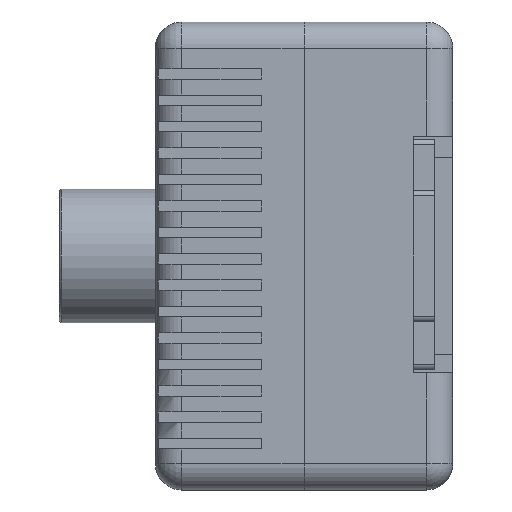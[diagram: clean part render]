
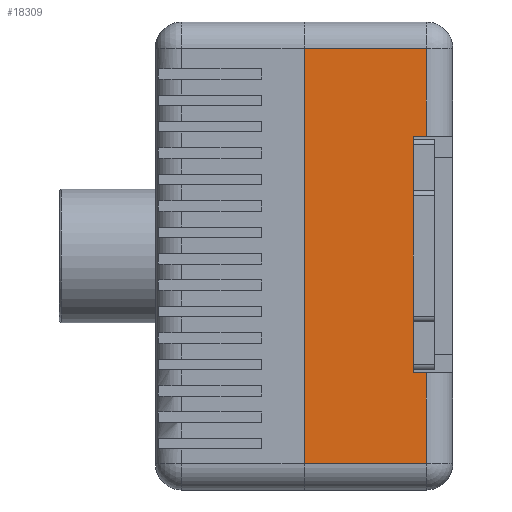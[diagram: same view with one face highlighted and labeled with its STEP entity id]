
A CAD part, left-side view. The second image highlights one B-rep face of the part: STEP entity #18309.
In plain terms, the highlighted planar face has unit normal (-1, 0, 0).
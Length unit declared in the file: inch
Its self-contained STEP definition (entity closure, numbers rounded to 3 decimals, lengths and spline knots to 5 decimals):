
#615 = VERTEX_POINT ( 'NONE', #16357 ) ;
#1346 = CARTESIAN_POINT ( 'NONE',  ( -1.27953, 0.86119, -0.44206 ) ) ;
#1350 = ORIENTED_EDGE ( 'NONE', *, *, #17928, .T. ) ;
#1460 = DIRECTION ( 'NONE',  ( 0., 1., 0. ) ) ;
#1503 = ORIENTED_EDGE ( 'NONE', *, *, #22867, .T. ) ;
#1924 = CARTESIAN_POINT ( 'NONE',  ( -1.27953, -0.41299, -0.44206 ) ) ;
#2014 = EDGE_CURVE ( 'NONE', #4098, #8469, #7128, .T. ) ;
#2050 = DIRECTION ( 'NONE',  ( 0., -1., 0. ) ) ;
#2525 = EDGE_CURVE ( 'NONE', #11172, #16361, #8554, .T. ) ;
#2689 = DIRECTION ( 'NONE',  ( 0., 0., 1. ) ) ;
#2869 = VECTOR ( 'NONE', #3223, 39.37008 ) ;
#3223 = DIRECTION ( 'NONE',  ( 0., 0., 1. ) ) ;
#3724 = VECTOR ( 'NONE', #2050, 39.37008 ) ;
#4098 = VERTEX_POINT ( 'NONE', #6409 ) ;
#4242 = CARTESIAN_POINT ( 'NONE',  ( -1.27953, -0.46299, -0.44206 ) ) ;
#4669 = CARTESIAN_POINT ( 'NONE',  ( -1.27953, -0.46299, -0.78583 ) ) ;
#4934 = AXIS2_PLACEMENT_3D ( 'NONE', #13558, #23091, #13681 ) ;
#5495 = LINE ( 'NONE', #14940, #2869 ) ;
#5901 = CARTESIAN_POINT ( 'NONE',  ( -1.27953, 0., -0.78583 ) ) ;
#5960 = PLANE ( 'NONE',  #4934 ) ;
#6409 = CARTESIAN_POINT ( 'NONE',  ( -1.27953, -0.46299, 0.45278 ) ) ;
#6736 = CARTESIAN_POINT ( 'NONE',  ( -1.27953, -0.46299, 0.88583 ) ) ;
#7128 = LINE ( 'NONE', #8986, #15137 ) ;
#7292 = VECTOR ( 'NONE', #23736, 39.37008 ) ;
#7308 = VECTOR ( 'NONE', #1460, 39.37008 ) ;
#7348 = ORIENTED_EDGE ( 'NONE', *, *, #18061, .T. ) ;
#7382 = DIRECTION ( 'NONE',  ( 0., 0., 1. ) ) ;
#7619 = VECTOR ( 'NONE', #18373, 39.37008 ) ;
#8263 = EDGE_CURVE ( 'NONE', #10406, #10799, #5495, .T. ) ;
#8335 = CARTESIAN_POINT ( 'NONE',  ( -1.27953, -0.46299, 0.78583 ) ) ;
#8469 = VERTEX_POINT ( 'NONE', #8335 ) ;
#8554 = LINE ( 'NONE', #9929, #18829 ) ;
#8986 = CARTESIAN_POINT ( 'NONE',  ( -1.27953, -0.46299, 0.88583 ) ) ;
#9929 = CARTESIAN_POINT ( 'NONE',  ( -1.27953, 0.56299, -0.78583 ) ) ;
#9956 = VERTEX_POINT ( 'NONE', #4242 ) ;
#10175 = DIRECTION ( 'NONE',  ( 0., -1., 0. ) ) ;
#10216 = VECTOR ( 'NONE', #13364, 39.37008 ) ;
#10406 = VERTEX_POINT ( 'NONE', #13802 ) ;
#10799 = VERTEX_POINT ( 'NONE', #13640 ) ;
#10906 = CARTESIAN_POINT ( 'NONE',  ( -1.27953, 0.56299, 0.78583 ) ) ;
#10928 = CARTESIAN_POINT ( 'NONE',  ( -1.27953, 0., 0.88583 ) ) ;
#11172 = VERTEX_POINT ( 'NONE', #5901 ) ;
#11519 = CARTESIAN_POINT ( 'NONE',  ( -1.27953, 0.86119, 0.45278 ) ) ;
#11649 = VERTEX_POINT ( 'NONE', #19878 ) ;
#11785 = ORIENTED_EDGE ( 'NONE', *, *, #2525, .T. ) ;
#11937 = EDGE_CURVE ( 'NONE', #11649, #10406, #17633, .T. ) ;
#12279 = LINE ( 'NONE', #1346, #7619 ) ;
#12627 = CARTESIAN_POINT ( 'NONE',  ( -1.27953, -0.41299, -0.44206 ) ) ;
#13364 = DIRECTION ( 'NONE',  ( 0., 0., 1. ) ) ;
#13376 = LINE ( 'NONE', #11519, #3724 ) ;
#13558 = CARTESIAN_POINT ( 'NONE',  ( -1.27953, 0.56299, 0.88583 ) ) ;
#13640 = CARTESIAN_POINT ( 'NONE',  ( -1.27953, -0.41299, 0.44224 ) ) ;
#13681 = DIRECTION ( 'NONE',  ( 0., 0., -1. ) ) ;
#13802 = CARTESIAN_POINT ( 'NONE',  ( -1.27953, -0.41299, -0.43098 ) ) ;
#14080 = EDGE_CURVE ( 'NONE', #11649, #9956, #12279, .T. ) ;
#14572 = EDGE_LOOP ( 'NONE', ( #15594, #16011, #1503, #7348, #18979, #1350, #20611, #11785, #17157, #20924 ) ) ;
#14940 = CARTESIAN_POINT ( 'NONE',  ( -1.27953, -0.41299, -0.44206 ) ) ;
#15071 = VERTEX_POINT ( 'NONE', #19868 ) ;
#15137 = VECTOR ( 'NONE', #7382, 39.37008 ) ;
#15594 = ORIENTED_EDGE ( 'NONE', *, *, #11937, .T. ) ;
#15659 = FACE_OUTER_BOUND ( 'NONE', #14572, .T. ) ;
#16011 = ORIENTED_EDGE ( 'NONE', *, *, #8263, .T. ) ;
#16357 = CARTESIAN_POINT ( 'NONE',  ( -1.27953, -0.41299, 0.45278 ) ) ;
#16361 = VERTEX_POINT ( 'NONE', #4669 ) ;
#17157 = ORIENTED_EDGE ( 'NONE', *, *, #19664, .T. ) ;
#17308 = VECTOR ( 'NONE', #23693, 39.37008 ) ;
#17633 = LINE ( 'NONE', #12627, #19000 ) ;
#17928 = EDGE_CURVE ( 'NONE', #8469, #15071, #19944, .T. ) ;
#18061 = EDGE_CURVE ( 'NONE', #615, #4098, #13376, .T. ) ;
#18309 = ADVANCED_FACE ( 'NONE', ( #15659 ), #5960, .F. ) ;
#18373 = DIRECTION ( 'NONE',  ( 0., -1., 0. ) ) ;
#18829 = VECTOR ( 'NONE', #10175, 39.37008 ) ;
#18979 = ORIENTED_EDGE ( 'NONE', *, *, #2014, .T. ) ;
#19000 = VECTOR ( 'NONE', #2689, 39.37008 ) ;
#19664 = EDGE_CURVE ( 'NONE', #16361, #9956, #21876, .T. ) ;
#19868 = CARTESIAN_POINT ( 'NONE',  ( -1.27953, 0., 0.78583 ) ) ;
#19878 = CARTESIAN_POINT ( 'NONE',  ( -1.27953, -0.41299, -0.44206 ) ) ;
#19944 = LINE ( 'NONE', #10906, #7308 ) ;
#20224 = LINE ( 'NONE', #10928, #17308 ) ;
#20611 = ORIENTED_EDGE ( 'NONE', *, *, #22386, .F. ) ;
#20924 = ORIENTED_EDGE ( 'NONE', *, *, #14080, .F. ) ;
#21876 = LINE ( 'NONE', #6736, #7292 ) ;
#22386 = EDGE_CURVE ( 'NONE', #11172, #15071, #20224, .T. ) ;
#22867 = EDGE_CURVE ( 'NONE', #10799, #615, #24417, .T. ) ;
#23091 = DIRECTION ( 'NONE',  ( 1., 0., 0. ) ) ;
#23693 = DIRECTION ( 'NONE',  ( 0., 0., 1. ) ) ;
#23736 = DIRECTION ( 'NONE',  ( 0., 0., 1. ) ) ;
#24417 = LINE ( 'NONE', #1924, #10216 ) ;
